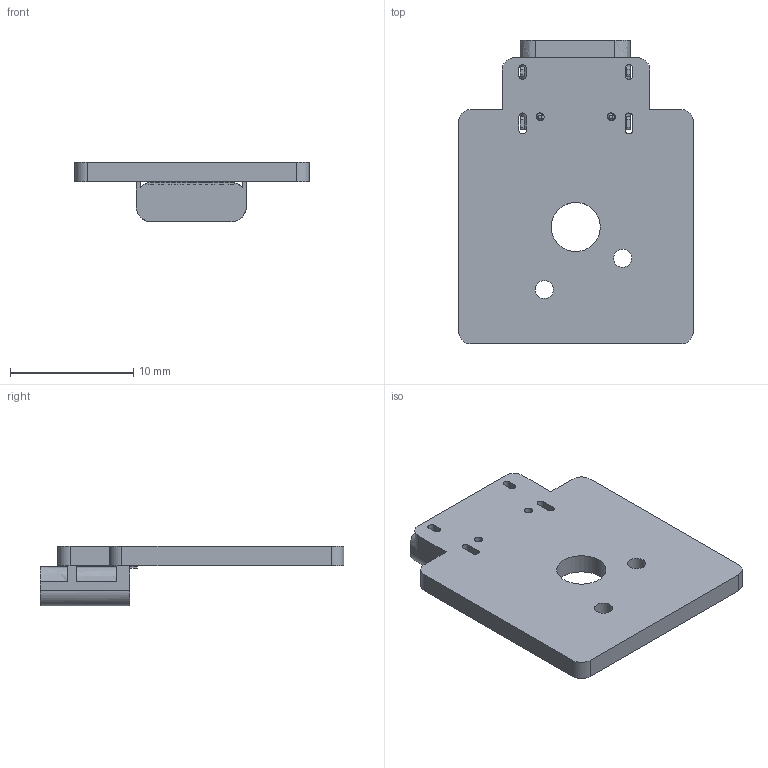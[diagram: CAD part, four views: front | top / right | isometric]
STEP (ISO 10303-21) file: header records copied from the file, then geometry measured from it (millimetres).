
FILE_DESCRIPTION(('KiCad electronic assembly'),'2;1');
FILE_NAME('why.STEP','2021-09-15T19:13:39',('Pcbnew'),('Kicad'), 'Open CASCADE STEP processor 7.5','KiCad to STEP converter','Unknown' );
FILE_SCHEMA(('AUTOMOTIVE_DESIGN { 1 0 10303 214 1 1 1 1 }'));
Length unit declared in the file: millimetre
Products named in the file (4): why 1; HRO  TYPE-C-31-M-12; SOLID; COMPOUND
Assembly tree (3 placements, depth 3):
  why 1
    HRO  TYPE-C-31-M-12
      SOLID
    COMPOUND
Bounding box: 19.05 x 24.7 x 4.86 mm (x, y, z)
Volume: 726.1 mm3; surface area: 1422.7 mm2
Topology: 2 solids, 2 shells, 173 faces, 475 edges, 310 vertices
Faces by surface type: bspline 136, cylinder 19, plane 18
Full cylindrical faces by diameter (mm): 0.65 x2, 1.47 x2, 3.988 x1
Entity records: 10894 total; most frequent: CARTESIAN_POINT 3902, B_SPLINE_CURVE_WITH_KNOTS 984, ORIENTED_EDGE 950, PCURVE 950, DEFINITIONAL_REPRESENTATION 950, EDGE_CURVE 475, SURFACE_CURVE 466, DIRECTION 435
